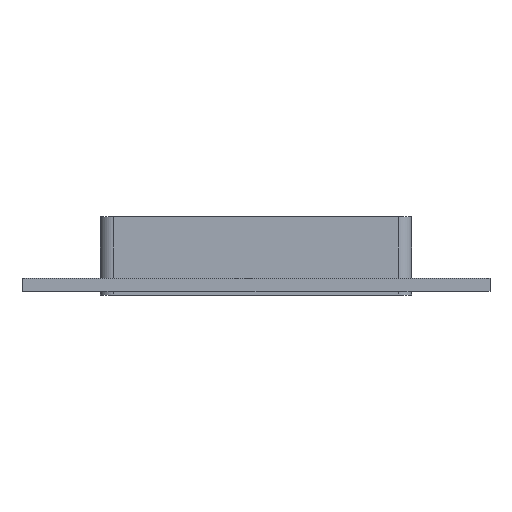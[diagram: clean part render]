
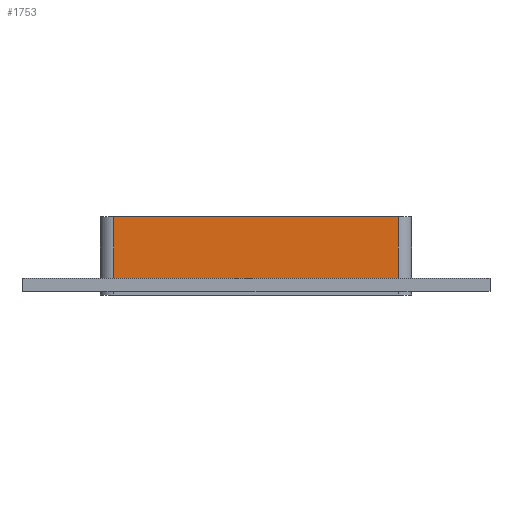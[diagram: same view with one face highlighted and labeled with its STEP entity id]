
A CAD part, left-side view. The second image highlights one B-rep face of the part: STEP entity #1753.
In plain terms, the highlighted planar face has unit normal (-1, 0, 0).
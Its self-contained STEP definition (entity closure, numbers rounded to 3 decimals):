
#797=CARTESIAN_POINT('',(-200.75,-109.,-17.0));
#798=VERTEX_POINT('',#797);
#806=CARTESIAN_POINT('',(-200.75,109.,-17.0));
#807=VERTEX_POINT('',#806);
#808=CARTESIAN_POINT('',(-200.75,109.,-17.0));
#809=DIRECTION('',(0.0,-1.0,0.0));
#810=VECTOR('',#809,218.);
#811=LINE('',#808,#810);
#812=EDGE_CURVE('',#807,#798,#811,.T.);
#1372=CARTESIAN_POINT('',(-200.75,-109.,30.0));
#1373=VERTEX_POINT('',#1372);
#1381=CARTESIAN_POINT('',(-200.75,-109.,30.0));
#1382=DIRECTION('',(0.0,0.0,-1.0));
#1383=VECTOR('',#1382,47.0);
#1384=LINE('',#1381,#1383);
#1385=EDGE_CURVE('',#1373,#798,#1384,.T.);
#1396=CARTESIAN_POINT('',(-200.75,109.,30.0));
#1397=VERTEX_POINT('',#1396);
#1398=CARTESIAN_POINT('',(-200.75,109.,-17.0));
#1399=DIRECTION('',(0.0,0.0,1.0));
#1400=VECTOR('',#1399,47.0);
#1401=LINE('',#1398,#1400);
#1402=EDGE_CURVE('',#807,#1397,#1401,.T.);
#1737=CARTESIAN_POINT('',(-200.75,119.,0.0));
#1738=DIRECTION('',(-1.0,0.0,0.0));
#1739=DIRECTION('',(0.0,-1.0,0.0));
#1740=AXIS2_PLACEMENT_3D('',#1737,#1738,#1739);
#1741=PLANE('',#1740);
#1742=ORIENTED_EDGE('',*,*,#812,.T.);
#1743=ORIENTED_EDGE('',*,*,#1385,.F.);
#1744=CARTESIAN_POINT('',(-200.75,109.0,30.0));
#1745=DIRECTION('',(0.0,-1.0,0.0));
#1746=VECTOR('',#1745,218.);
#1747=LINE('',#1744,#1746);
#1748=EDGE_CURVE('',#1397,#1373,#1747,.T.);
#1749=ORIENTED_EDGE('',*,*,#1748,.F.);
#1750=ORIENTED_EDGE('',*,*,#1402,.F.);
#1751=EDGE_LOOP('',(#1742,#1743,#1749,#1750));
#1752=FACE_OUTER_BOUND('',#1751,.T.);
#1753=ADVANCED_FACE('',(#1752),#1741,.T.);
